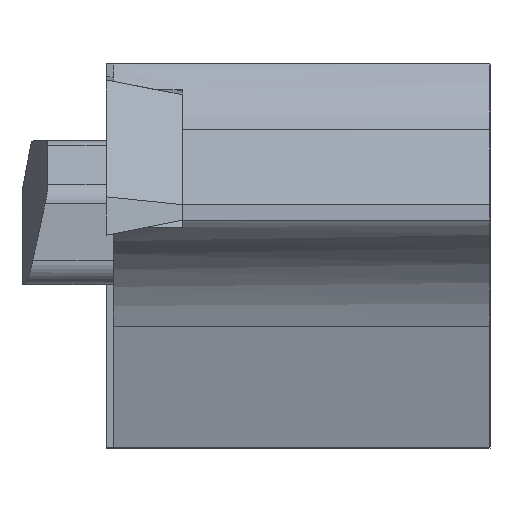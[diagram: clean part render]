
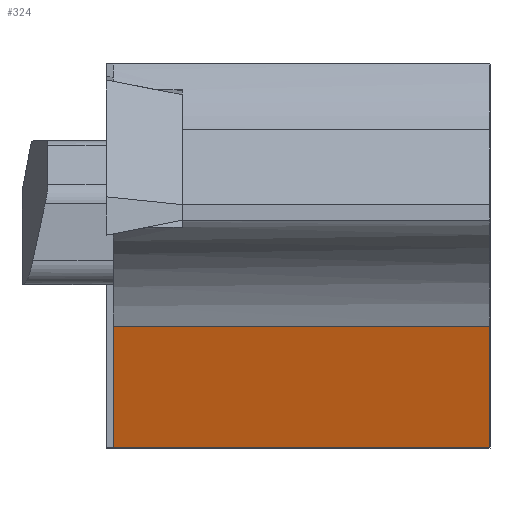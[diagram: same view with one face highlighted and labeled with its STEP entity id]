
A CAD part, left-side view. The second image highlights one B-rep face of the part: STEP entity #324.
In plain terms, the highlighted planar face has unit normal (-0.966, 0, -0.259).
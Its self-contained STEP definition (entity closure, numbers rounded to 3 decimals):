
#33 = DIRECTION ( 'NONE',  ( -0.259, 0., 0.966 ) ) ;
#48 = ORIENTED_EDGE ( 'NONE', *, *, #509, .T. ) ;
#75 = VECTOR ( 'NONE', #283, 1000. ) ;
#88 = LINE ( 'NONE', #1047, #733 ) ;
#147 = CARTESIAN_POINT ( 'NONE',  ( -112.792, 158.789, -26.925 ) ) ;
#148 = DIRECTION ( 'NONE',  ( 0.966, 0., 0.259 ) ) ;
#164 = DIRECTION ( 'NONE',  ( 0.259, 0., -0.966 ) ) ;
#283 = DIRECTION ( 'NONE',  ( -0.259, 0., 0.966 ) ) ;
#295 = CARTESIAN_POINT ( 'NONE',  ( -103.967, -16., -59.858 ) ) ;
#320 = ORIENTED_EDGE ( 'NONE', *, *, #1203, .F. ) ;
#324 = ADVANCED_FACE ( 'NONE', ( #1599 ), #1552, .F. ) ;
#340 = AXIS2_PLACEMENT_3D ( 'NONE', #147, #148, #33 ) ;
#353 = VERTEX_POINT ( 'NONE', #578 ) ;
#368 = CARTESIAN_POINT ( 'NONE',  ( -111.432, -16., -32. ) ) ;
#420 = CARTESIAN_POINT ( 'NONE',  ( -112.792, 158.789, -26.925 ) ) ;
#437 = CARTESIAN_POINT ( 'NONE',  ( -112.792, -0.3, -26.925 ) ) ;
#499 = LINE ( 'NONE', #420, #811 ) ;
#509 = EDGE_CURVE ( 'NONE', #1368, #353, #684, .T. ) ;
#578 = CARTESIAN_POINT ( 'NONE',  ( -111.432, -0.3, -32. ) ) ;
#595 = VERTEX_POINT ( 'NONE', #1237 ) ;
#684 = LINE ( 'NONE', #917, #1616 ) ;
#733 = VECTOR ( 'NONE', #823, 1000. ) ;
#782 = ORIENTED_EDGE ( 'NONE', *, *, #1090, .T. ) ;
#811 = VECTOR ( 'NONE', #969, 1000. ) ;
#823 = DIRECTION ( 'NONE',  ( 0., 1., 0. ) ) ;
#913 = EDGE_CURVE ( 'NONE', #1368, #595, #499, .T. ) ;
#917 = CARTESIAN_POINT ( 'NONE',  ( -112.792, -0.3, -26.925 ) ) ;
#969 = DIRECTION ( 'NONE',  ( 0., -1., 0. ) ) ;
#1047 = CARTESIAN_POINT ( 'NONE',  ( -111.432, -16., -32. ) ) ;
#1090 = EDGE_CURVE ( 'NONE', #1340, #595, #1110, .T. ) ;
#1110 = LINE ( 'NONE', #295, #75 ) ;
#1203 = EDGE_CURVE ( 'NONE', #1340, #353, #88, .T. ) ;
#1237 = CARTESIAN_POINT ( 'NONE',  ( -112.792, -16., -26.925 ) ) ;
#1255 = ORIENTED_EDGE ( 'NONE', *, *, #913, .F. ) ;
#1340 = VERTEX_POINT ( 'NONE', #368 ) ;
#1368 = VERTEX_POINT ( 'NONE', #437 ) ;
#1550 = EDGE_LOOP ( 'NONE', ( #48, #320, #782, #1255 ) ) ;
#1552 = PLANE ( 'NONE',  #340 ) ;
#1599 = FACE_OUTER_BOUND ( 'NONE', #1550, .T. ) ;
#1616 = VECTOR ( 'NONE', #164, 1000. ) ;
